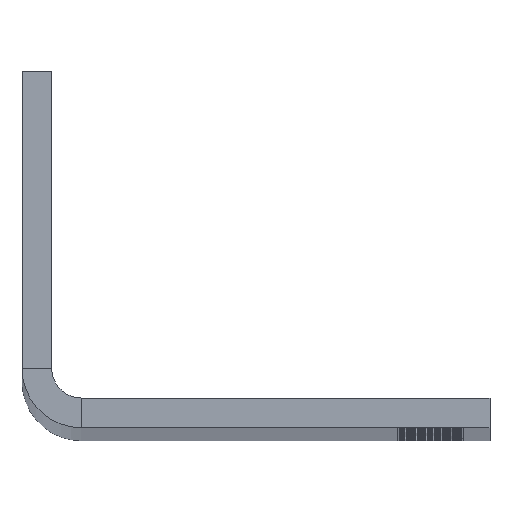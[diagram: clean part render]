
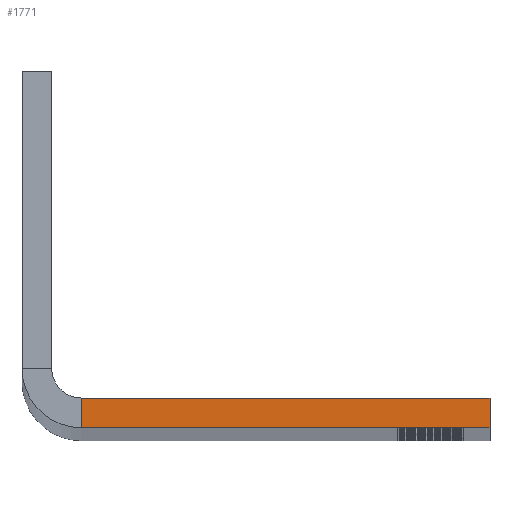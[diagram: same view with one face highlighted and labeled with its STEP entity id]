
A CAD part, top view. The second image highlights one B-rep face of the part: STEP entity #1771.
In plain terms, the highlighted planar face has unit normal (0, 0, 1).
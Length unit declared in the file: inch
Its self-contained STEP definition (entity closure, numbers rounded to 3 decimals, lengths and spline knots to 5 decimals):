
#59 = ORIENTED_EDGE ( 'NONE', *, *, #433, .F. ) ;
#181 = LINE ( 'NONE', #3079, #2232 ) ;
#433 = EDGE_CURVE ( 'NONE', #4340, #2010, #2249, .T. ) ;
#474 = VECTOR ( 'NONE', #4046, 39.37008 ) ;
#476 = LINE ( 'NONE', #3361, #2399 ) ;
#1011 = DIRECTION ( 'NONE',  ( -1., 0., 0. ) ) ;
#1034 = PLANE ( 'NONE',  #1632 ) ;
#1097 = EDGE_CURVE ( 'NONE', #2662, #2608, #1111, .T. ) ;
#1111 = LINE ( 'NONE', #3735, #4335 ) ;
#1393 = DIRECTION ( 'NONE',  ( 0., 0., -1. ) ) ;
#1615 = DIRECTION ( 'NONE',  ( 0., 1., 0. ) ) ;
#1632 = AXIS2_PLACEMENT_3D ( 'NONE', #2436, #1393, #1011 ) ;
#1771 = ADVANCED_FACE ( 'NONE', ( #2082 ), #1034, .F. ) ;
#1844 = CARTESIAN_POINT ( 'NONE',  ( 1.844, -0.125, 0. ) ) ;
#1952 = ORIENTED_EDGE ( 'NONE', *, *, #1097, .F. ) ;
#2010 = VERTEX_POINT ( 'NONE', #2899 ) ;
#2082 = FACE_OUTER_BOUND ( 'NONE', #3033, .T. ) ;
#2129 = EDGE_CURVE ( 'NONE', #2608, #4340, #181, .T. ) ;
#2232 = VECTOR ( 'NONE', #4105, 39.37008 ) ;
#2249 = LINE ( 'NONE', #1844, #474 ) ;
#2399 = VECTOR ( 'NONE', #1615, 39.37008 ) ;
#2436 = CARTESIAN_POINT ( 'NONE',  ( 0.9845, -0.0625, 0. ) ) ;
#2608 = VERTEX_POINT ( 'NONE', #3957 ) ;
#2662 = VERTEX_POINT ( 'NONE', #3517 ) ;
#2899 = CARTESIAN_POINT ( 'NONE',  ( 0.125, -0.125, 0. ) ) ;
#3006 = ORIENTED_EDGE ( 'NONE', *, *, #3632, .F. ) ;
#3033 = EDGE_LOOP ( 'NONE', ( #59, #3432, #1952, #3006 ) ) ;
#3079 = CARTESIAN_POINT ( 'NONE',  ( 1.844, -0.0625, 0. ) ) ;
#3283 = DIRECTION ( 'NONE',  ( 1., 0., 0. ) ) ;
#3361 = CARTESIAN_POINT ( 'NONE',  ( 0.125, -0.0625, 0. ) ) ;
#3432 = ORIENTED_EDGE ( 'NONE', *, *, #2129, .F. ) ;
#3517 = CARTESIAN_POINT ( 'NONE',  ( 0.125, 0., 0. ) ) ;
#3632 = EDGE_CURVE ( 'NONE', #2010, #2662, #476, .T. ) ;
#3735 = CARTESIAN_POINT ( 'NONE',  ( 1.844, 0., 0. ) ) ;
#3957 = CARTESIAN_POINT ( 'NONE',  ( 1.844, 0., 0. ) ) ;
#4046 = DIRECTION ( 'NONE',  ( -1., 0., 0. ) ) ;
#4105 = DIRECTION ( 'NONE',  ( 0., -1., 0. ) ) ;
#4278 = CARTESIAN_POINT ( 'NONE',  ( 1.844, -0.125, 0. ) ) ;
#4335 = VECTOR ( 'NONE', #3283, 39.37008 ) ;
#4340 = VERTEX_POINT ( 'NONE', #4278 ) ;
